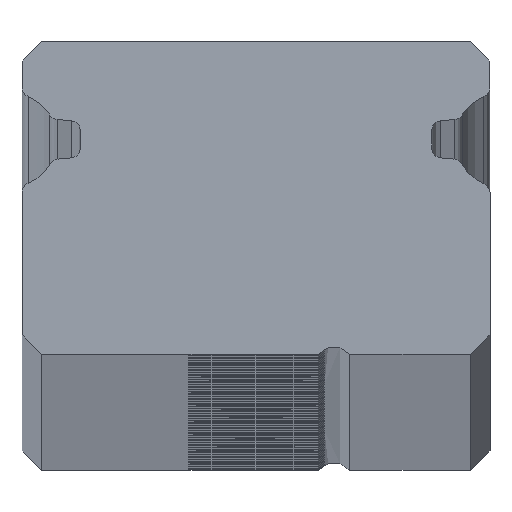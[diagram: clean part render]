
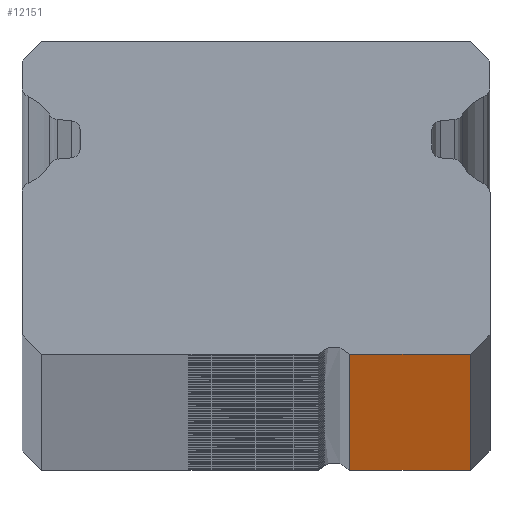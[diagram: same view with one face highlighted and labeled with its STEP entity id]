
A CAD part, top view. The second image highlights one B-rep face of the part: STEP entity #12151.
In plain terms, the highlighted planar face has unit normal (0, -1, 0).
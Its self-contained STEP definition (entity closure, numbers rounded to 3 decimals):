
#188 = VERTEX_POINT ( 'NONE', #11806 ) ;
#525 = FACE_OUTER_BOUND ( 'NONE', #13218, .T. ) ;
#794 = ORIENTED_EDGE ( 'NONE', *, *, #8790, .T. ) ;
#822 = DIRECTION ( 'NONE',  ( 0., 0., -1. ) ) ;
#882 = LINE ( 'NONE', #3449, #1355 ) ;
#993 = VECTOR ( 'NONE', #3279, 1000. ) ;
#1355 = VECTOR ( 'NONE', #2377, 1000. ) ;
#1573 = AXIS2_PLACEMENT_3D ( 'NONE', #4343, #12917, #6605 ) ;
#2377 = DIRECTION ( 'NONE',  ( 0., 0., -1. ) ) ;
#3279 = DIRECTION ( 'NONE',  ( 1., 0., 0. ) ) ;
#3408 = CARTESIAN_POINT ( 'NONE',  ( 2.393, -5.5, 850. ) ) ;
#3421 = EDGE_CURVE ( 'NONE', #188, #3870, #882, .T. ) ;
#3449 = CARTESIAN_POINT ( 'NONE',  ( 5.484, -5.5, 850. ) ) ;
#3870 = VERTEX_POINT ( 'NONE', #11716 ) ;
#4343 = CARTESIAN_POINT ( 'NONE',  ( 2.393, -5.5, 850. ) ) ;
#4702 = LINE ( 'NONE', #3408, #993 ) ;
#4812 = DIRECTION ( 'NONE',  ( 1., 0., 0. ) ) ;
#5458 = VECTOR ( 'NONE', #822, 1000. ) ;
#6187 = CARTESIAN_POINT ( 'NONE',  ( 2.393, -5.5, 850. ) ) ;
#6605 = DIRECTION ( 'NONE',  ( 0., 0., 1. ) ) ;
#7162 = CARTESIAN_POINT ( 'NONE',  ( 2.393, -5.5, 850. ) ) ;
#8790 = EDGE_CURVE ( 'NONE', #11195, #11897, #11111, .T. ) ;
#9255 = ORIENTED_EDGE ( 'NONE', *, *, #3421, .F. ) ;
#10743 = EDGE_CURVE ( 'NONE', #11897, #3870, #10914, .T. ) ;
#10766 = CARTESIAN_POINT ( 'NONE',  ( 2.393, -5.5, -850. ) ) ;
#10787 = ORIENTED_EDGE ( 'NONE', *, *, #10743, .T. ) ;
#10914 = LINE ( 'NONE', #11497, #13797 ) ;
#11111 = LINE ( 'NONE', #6187, #5458 ) ;
#11195 = VERTEX_POINT ( 'NONE', #7162 ) ;
#11497 = CARTESIAN_POINT ( 'NONE',  ( 2.393, -5.5, -850. ) ) ;
#11716 = CARTESIAN_POINT ( 'NONE',  ( 5.484, -5.5, -850. ) ) ;
#11806 = CARTESIAN_POINT ( 'NONE',  ( 5.484, -5.5, 850. ) ) ;
#11863 = PLANE ( 'NONE',  #1573 ) ;
#11897 = VERTEX_POINT ( 'NONE', #10766 ) ;
#12151 = ADVANCED_FACE ( 'NONE', ( #525 ), #11863, .F. ) ;
#12575 = EDGE_CURVE ( 'NONE', #11195, #188, #4702, .T. ) ;
#12917 = DIRECTION ( 'NONE',  ( 0., 1., 0. ) ) ;
#13218 = EDGE_LOOP ( 'NONE', ( #10787, #9255, #13606, #794 ) ) ;
#13606 = ORIENTED_EDGE ( 'NONE', *, *, #12575, .F. ) ;
#13797 = VECTOR ( 'NONE', #4812, 1000. ) ;
